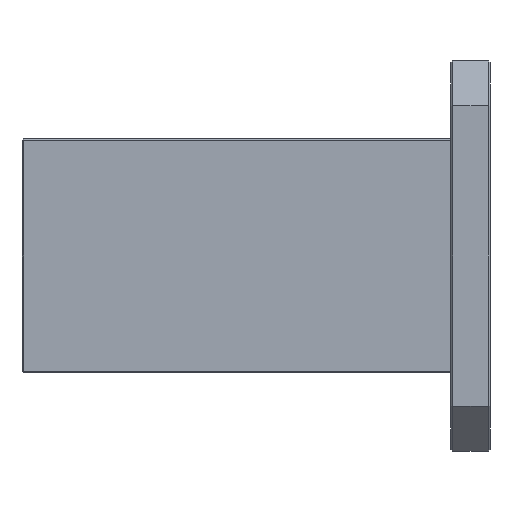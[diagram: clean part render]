
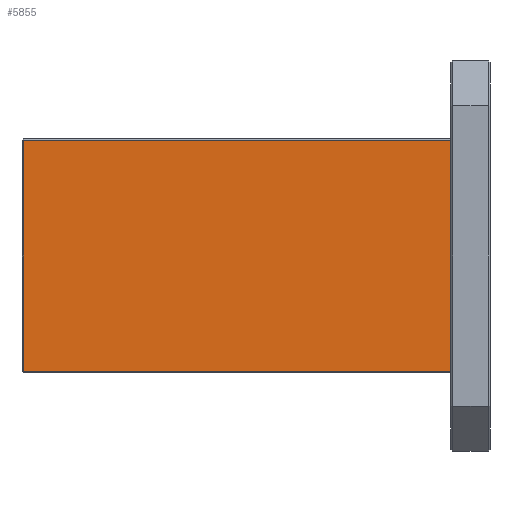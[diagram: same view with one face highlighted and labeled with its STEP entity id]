
A CAD part, left-side view. The second image highlights one B-rep face of the part: STEP entity #5855.
In plain terms, the highlighted planar face has unit normal (-1, 0, 0).
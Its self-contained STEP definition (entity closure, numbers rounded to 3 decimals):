
#1015 = CARTESIAN_POINT ( 'NONE',  ( -150., 50., 150. ) ) ;
#1219 = VECTOR ( 'NONE', #4502, 1000. ) ;
#1368 = VERTEX_POINT ( 'NONE', #5831 ) ;
#1576 = CARTESIAN_POINT ( 'NONE',  ( -150., 600., 150. ) ) ;
#1920 = LINE ( 'NONE', #8058, #5129 ) ;
#1976 = ORIENTED_EDGE ( 'NONE', *, *, #6784, .T. ) ;
#2152 = PLANE ( 'NONE',  #2182 ) ;
#2182 = AXIS2_PLACEMENT_3D ( 'NONE', #1576, #3569, #8301 ) ;
#2356 = CARTESIAN_POINT ( 'NONE',  ( -150., 600., -148. ) ) ;
#2579 = ORIENTED_EDGE ( 'NONE', *, *, #7295, .T. ) ;
#2739 = CARTESIAN_POINT ( 'NONE',  ( -150., 598., -150. ) ) ;
#2909 = FACE_OUTER_BOUND ( 'NONE', #6780, .T. ) ;
#3052 = CARTESIAN_POINT ( 'NONE',  ( -150., 598., -148. ) ) ;
#3233 = EDGE_CURVE ( 'NONE', #5998, #1368, #5484, .T. ) ;
#3569 = DIRECTION ( 'NONE',  ( 1., 0., 0. ) ) ;
#3989 = EDGE_CURVE ( 'NONE', #7822, #5998, #8411, .T. ) ;
#4156 = DIRECTION ( 'NONE',  ( 0., 0., -1. ) ) ;
#4373 = CARTESIAN_POINT ( 'NONE',  ( -150., 50., -148. ) ) ;
#4502 = DIRECTION ( 'NONE',  ( 0., 0., 1. ) ) ;
#5007 = DIRECTION ( 'NONE',  ( 0., -1., 0. ) ) ;
#5034 = ORIENTED_EDGE ( 'NONE', *, *, #3233, .T. ) ;
#5129 = VECTOR ( 'NONE', #7982, 1000. ) ;
#5411 = VECTOR ( 'NONE', #5007, 1000. ) ;
#5484 = LINE ( 'NONE', #1015, #1219 ) ;
#5831 = CARTESIAN_POINT ( 'NONE',  ( -150., 50., 148. ) ) ;
#5855 = ADVANCED_FACE ( 'NONE', ( #2909 ), #2152, .F. ) ;
#5998 = VERTEX_POINT ( 'NONE', #4373 ) ;
#6780 = EDGE_LOOP ( 'NONE', ( #1976, #8041, #5034, #2579 ) ) ;
#6784 = EDGE_CURVE ( 'NONE', #7241, #7822, #7514, .T. ) ;
#7241 = VERTEX_POINT ( 'NONE', #7809 ) ;
#7295 = EDGE_CURVE ( 'NONE', #1368, #7241, #1920, .T. ) ;
#7514 = LINE ( 'NONE', #2739, #7648 ) ;
#7648 = VECTOR ( 'NONE', #4156, 1000. ) ;
#7809 = CARTESIAN_POINT ( 'NONE',  ( -150., 598., 148. ) ) ;
#7822 = VERTEX_POINT ( 'NONE', #3052 ) ;
#7982 = DIRECTION ( 'NONE',  ( 0., 1., 0. ) ) ;
#8041 = ORIENTED_EDGE ( 'NONE', *, *, #3989, .T. ) ;
#8058 = CARTESIAN_POINT ( 'NONE',  ( -150., 600., 148. ) ) ;
#8301 = DIRECTION ( 'NONE',  ( 0., 0., -1. ) ) ;
#8411 = LINE ( 'NONE', #2356, #5411 ) ;
